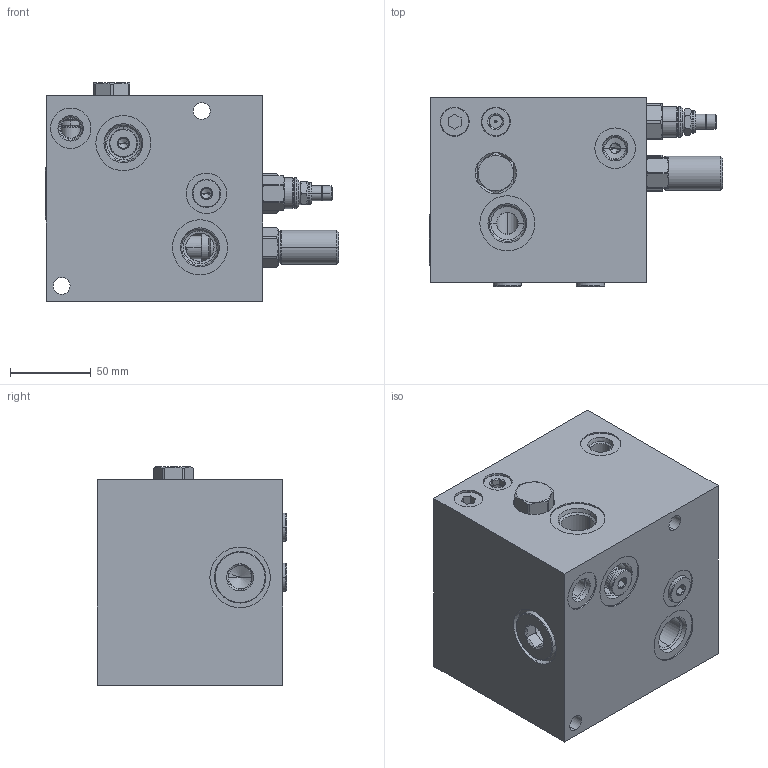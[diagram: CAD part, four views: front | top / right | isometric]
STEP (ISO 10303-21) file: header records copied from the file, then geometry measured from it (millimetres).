
FILE_DESCRIPTION((''),'2;1');
FILE_NAME('XQCHLANBK_ASM','2022-10-15T',('ProEService'),(''),'PRO/ENGINEER BY PARAMETRIC TECHNOLOGY CORPORATION, 2014200','PRO/ENGINEER BY PARAMETRIC TECHNOLOGY CORPORATION, 2014200','');
FILE_SCHEMA(('CONFIG_CONTROL_DESIGN'));
Length unit declared in the file: inch
Products named in the file (10): 154-320-002; QPABLAN; RVCFXAN; LPBDXDN; A330-006-006; A330-006-012; XZCCXXN; XZOCXXN; CXDAXCN; XQCHLANBK_ASM
Assembly tree (10 placements, depth 2):
  XQCHLANBK_ASM
    154-320-002
    QPABLAN
    RVCFXAN
    LPBDXDN
    A330-006-006  x2
    A330-006-012
    XZCCXXN
    XZOCXXN
    CXDAXCN
Bounding box: 181.25 x 116.81 x 134.92 mm (x, y, z)
Volume: 1798286.8 mm3; surface area: 196599.4 mm2
Topology: 23 solids, 24 shells, 1512 faces, 4172 edges, 3006 vertices
Faces by surface type: cylinder 609, cone 348, plane 314, torus 174, revolution 50, bspline 13, sphere 4
Entity records: 59982 total; most frequent: CARTESIAN_POINT 22431, DIRECTION 8191, ORIENTED_EDGE 6856, EDGE_CURVE 3428, AXIS2_PLACEMENT_3D 3152, VERTEX_POINT 2080, VECTOR 1837, LINE 1837
